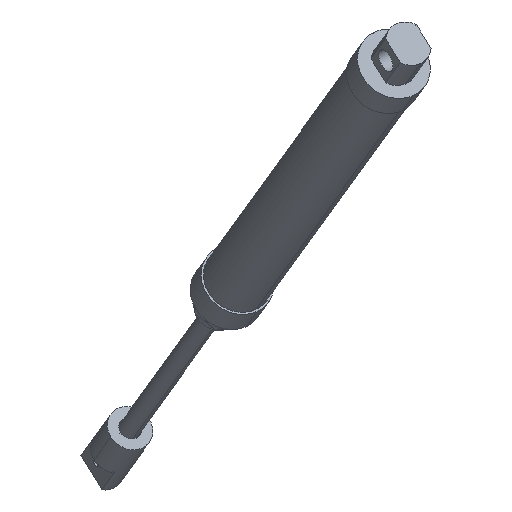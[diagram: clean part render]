
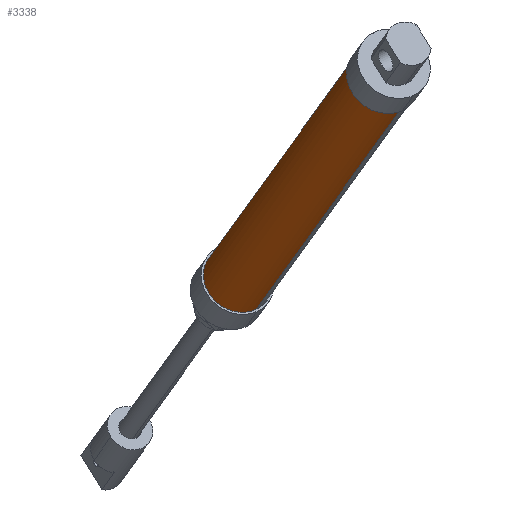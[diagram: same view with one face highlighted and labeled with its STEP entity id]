
A CAD part, left-side view. The second image highlights one B-rep face of the part: STEP entity #3338.
In plain terms, the highlighted cylindrical face has radius 15 mm (diameter 30 mm), a partial arc.
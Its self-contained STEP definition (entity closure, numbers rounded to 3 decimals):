
#103 = EDGE_CURVE ( 'NONE', #4034, #3417, #2540, .T. ) ;
#257 = EDGE_LOOP ( 'NONE', ( #280, #1886, #4218, #2017 ) ) ;
#280 = ORIENTED_EDGE ( 'NONE', *, *, #103, .F. ) ;
#321 = DIRECTION ( 'NONE',  ( 0., -1., 0. ) ) ;
#379 = DIRECTION ( 'NONE',  ( 0., 0., 1. ) ) ;
#748 = AXIS2_PLACEMENT_3D ( 'NONE', #1397, #2077, #379 ) ;
#968 = VERTEX_POINT ( 'NONE', #1715 ) ;
#1022 = DIRECTION ( 'NONE',  ( 0., -1., 0. ) ) ;
#1397 = CARTESIAN_POINT ( 'NONE',  ( 0., 200., 0. ) ) ;
#1446 = CYLINDRICAL_SURFACE ( 'NONE', #2309, 15. ) ;
#1709 = CARTESIAN_POINT ( 'NONE',  ( 0., 200., 0. ) ) ;
#1715 = CARTESIAN_POINT ( 'NONE',  ( 0., 0., -15. ) ) ;
#1886 = ORIENTED_EDGE ( 'NONE', *, *, #3490, .T. ) ;
#2017 = ORIENTED_EDGE ( 'NONE', *, *, #2527, .F. ) ;
#2077 = DIRECTION ( 'NONE',  ( 0., 1., 0. ) ) ;
#2128 = CARTESIAN_POINT ( 'NONE',  ( 0., 200., -15. ) ) ;
#2309 = AXIS2_PLACEMENT_3D ( 'NONE', #1709, #1022, #2374 ) ;
#2353 = CIRCLE ( 'NONE', #3661, 15. ) ;
#2374 = DIRECTION ( 'NONE',  ( 0., 0., -1. ) ) ;
#2527 = EDGE_CURVE ( 'NONE', #3417, #968, #3657, .T. ) ;
#2530 = CARTESIAN_POINT ( 'NONE',  ( 0., 200., 15. ) ) ;
#2540 = CIRCLE ( 'NONE', #748, 15. ) ;
#2661 = VECTOR ( 'NONE', #4534, 1000. ) ;
#2766 = CARTESIAN_POINT ( 'NONE',  ( 0., 200., -15. ) ) ;
#2919 = FACE_OUTER_BOUND ( 'NONE', #257, .T. ) ;
#2975 = CARTESIAN_POINT ( 'NONE',  ( 0., 0., 15. ) ) ;
#3114 = CARTESIAN_POINT ( 'NONE',  ( 0., 0., 0. ) ) ;
#3312 = EDGE_CURVE ( 'NONE', #968, #4374, #2353, .T. ) ;
#3338 = ADVANCED_FACE ( 'NONE', ( #2919 ), #1446, .T. ) ;
#3417 = VERTEX_POINT ( 'NONE', #2128 ) ;
#3490 = EDGE_CURVE ( 'NONE', #4034, #4374, #3634, .T. ) ;
#3634 = LINE ( 'NONE', #3945, #4545 ) ;
#3657 = LINE ( 'NONE', #2766, #2661 ) ;
#3661 = AXIS2_PLACEMENT_3D ( 'NONE', #3114, #321, #4541 ) ;
#3945 = CARTESIAN_POINT ( 'NONE',  ( 0., 200., 15. ) ) ;
#3998 = DIRECTION ( 'NONE',  ( 0., -1., 0. ) ) ;
#4034 = VERTEX_POINT ( 'NONE', #2530 ) ;
#4218 = ORIENTED_EDGE ( 'NONE', *, *, #3312, .F. ) ;
#4374 = VERTEX_POINT ( 'NONE', #2975 ) ;
#4534 = DIRECTION ( 'NONE',  ( 0., -1., 0. ) ) ;
#4541 = DIRECTION ( 'NONE',  ( 0., 0., -1. ) ) ;
#4545 = VECTOR ( 'NONE', #3998, 1000. ) ;
